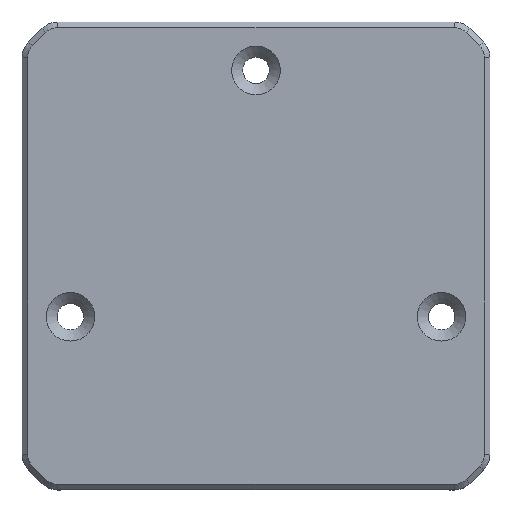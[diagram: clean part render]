
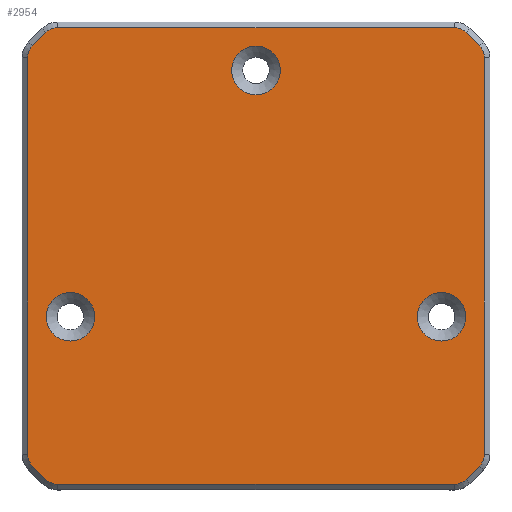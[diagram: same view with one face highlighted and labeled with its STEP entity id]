
A CAD part, top view. The second image highlights one B-rep face of the part: STEP entity #2954.
In plain terms, the highlighted planar face has unit normal (0, 0, 1).
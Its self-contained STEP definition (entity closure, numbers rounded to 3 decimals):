
#23=FACE_BOUND('',#357,.T.);
#24=FACE_BOUND('',#358,.T.);
#25=FACE_BOUND('',#359,.T.);
#81=PLANE('',#3249);
#193=FACE_OUTER_BOUND('',#356,.T.);
#356=EDGE_LOOP('',(#2354,#2355,#2356,#2357,#2358,#2359,#2360,#2361,#2362,
#2363,#2364,#2365,#2366,#2367,#2368,#2369));
#357=EDGE_LOOP('',(#2370));
#358=EDGE_LOOP('',(#2371));
#359=EDGE_LOOP('',(#2372));
#625=LINE('',#4902,#920);
#626=LINE('',#4906,#921);
#627=LINE('',#4910,#922);
#628=LINE('',#4914,#923);
#629=LINE('',#4918,#924);
#630=LINE('',#4922,#925);
#631=LINE('',#4926,#926);
#632=LINE('',#4930,#927);
#920=VECTOR('',#3923,10.);
#921=VECTOR('',#3926,10.);
#922=VECTOR('',#3929,10.);
#923=VECTOR('',#3932,10.);
#924=VECTOR('',#3935,10.);
#925=VECTOR('',#3938,10.);
#926=VECTOR('',#3941,10.);
#927=VECTOR('',#3944,10.);
#1135=CIRCLE('',#3211,2.2);
#1137=CIRCLE('',#3214,2.2);
#1139=CIRCLE('',#3217,2.2);
#1163=CIRCLE('',#3250,1.5);
#1164=CIRCLE('',#3251,1.5);
#1165=CIRCLE('',#3252,1.5);
#1166=CIRCLE('',#3253,1.5);
#1167=CIRCLE('',#3254,1.5);
#1168=CIRCLE('',#3255,1.5);
#1169=CIRCLE('',#3256,1.5);
#1170=CIRCLE('',#3257,1.5);
#1376=VERTEX_POINT('',#4791);
#1378=VERTEX_POINT('',#4797);
#1380=VERTEX_POINT('',#4803);
#1418=VERTEX_POINT('',#4900);
#1419=VERTEX_POINT('',#4901);
#1420=VERTEX_POINT('',#4903);
#1421=VERTEX_POINT('',#4905);
#1422=VERTEX_POINT('',#4907);
#1423=VERTEX_POINT('',#4909);
#1424=VERTEX_POINT('',#4911);
#1425=VERTEX_POINT('',#4913);
#1426=VERTEX_POINT('',#4915);
#1427=VERTEX_POINT('',#4917);
#1428=VERTEX_POINT('',#4919);
#1429=VERTEX_POINT('',#4921);
#1430=VERTEX_POINT('',#4923);
#1431=VERTEX_POINT('',#4925);
#1432=VERTEX_POINT('',#4927);
#1433=VERTEX_POINT('',#4929);
#1712=EDGE_CURVE('',#1376,#1376,#1135,.T.);
#1715=EDGE_CURVE('',#1378,#1378,#1137,.T.);
#1718=EDGE_CURVE('',#1380,#1380,#1139,.T.);
#1768=EDGE_CURVE('',#1418,#1419,#625,.T.);
#1769=EDGE_CURVE('',#1420,#1418,#1163,.T.);
#1770=EDGE_CURVE('',#1421,#1420,#626,.T.);
#1771=EDGE_CURVE('',#1422,#1421,#1164,.T.);
#1772=EDGE_CURVE('',#1423,#1422,#627,.T.);
#1773=EDGE_CURVE('',#1424,#1423,#1165,.T.);
#1774=EDGE_CURVE('',#1425,#1424,#628,.T.);
#1775=EDGE_CURVE('',#1426,#1425,#1166,.T.);
#1776=EDGE_CURVE('',#1427,#1426,#629,.T.);
#1777=EDGE_CURVE('',#1428,#1427,#1167,.T.);
#1778=EDGE_CURVE('',#1429,#1428,#630,.T.);
#1779=EDGE_CURVE('',#1430,#1429,#1168,.T.);
#1780=EDGE_CURVE('',#1431,#1430,#631,.T.);
#1781=EDGE_CURVE('',#1432,#1431,#1169,.T.);
#1782=EDGE_CURVE('',#1433,#1432,#632,.T.);
#1783=EDGE_CURVE('',#1419,#1433,#1170,.T.);
#2354=ORIENTED_EDGE('',*,*,#1768,.F.);
#2355=ORIENTED_EDGE('',*,*,#1769,.F.);
#2356=ORIENTED_EDGE('',*,*,#1770,.F.);
#2357=ORIENTED_EDGE('',*,*,#1771,.F.);
#2358=ORIENTED_EDGE('',*,*,#1772,.F.);
#2359=ORIENTED_EDGE('',*,*,#1773,.F.);
#2360=ORIENTED_EDGE('',*,*,#1774,.F.);
#2361=ORIENTED_EDGE('',*,*,#1775,.F.);
#2362=ORIENTED_EDGE('',*,*,#1776,.F.);
#2363=ORIENTED_EDGE('',*,*,#1777,.F.);
#2364=ORIENTED_EDGE('',*,*,#1778,.F.);
#2365=ORIENTED_EDGE('',*,*,#1779,.F.);
#2366=ORIENTED_EDGE('',*,*,#1780,.F.);
#2367=ORIENTED_EDGE('',*,*,#1781,.F.);
#2368=ORIENTED_EDGE('',*,*,#1782,.F.);
#2369=ORIENTED_EDGE('',*,*,#1783,.F.);
#2370=ORIENTED_EDGE('',*,*,#1718,.T.);
#2371=ORIENTED_EDGE('',*,*,#1715,.T.);
#2372=ORIENTED_EDGE('',*,*,#1712,.T.);
#2954=ADVANCED_FACE('',(#193,#23,#24,#25),#81,.T.);
#3211=AXIS2_PLACEMENT_3D('',#4792,#3817,#3818);
#3214=AXIS2_PLACEMENT_3D('',#4798,#3824,#3825);
#3217=AXIS2_PLACEMENT_3D('',#4804,#3831,#3832);
#3249=AXIS2_PLACEMENT_3D('',#4899,#3921,#3922);
#3250=AXIS2_PLACEMENT_3D('',#4904,#3924,#3925);
#3251=AXIS2_PLACEMENT_3D('',#4908,#3927,#3928);
#3252=AXIS2_PLACEMENT_3D('',#4912,#3930,#3931);
#3253=AXIS2_PLACEMENT_3D('',#4916,#3933,#3934);
#3254=AXIS2_PLACEMENT_3D('',#4920,#3936,#3937);
#3255=AXIS2_PLACEMENT_3D('',#4924,#3939,#3940);
#3256=AXIS2_PLACEMENT_3D('',#4928,#3942,#3943);
#3257=AXIS2_PLACEMENT_3D('',#4931,#3945,#3946);
#3817=DIRECTION('center_axis',(0.,0.,-1.));
#3818=DIRECTION('ref_axis',(1.,0.,0.));
#3824=DIRECTION('center_axis',(0.,0.,-1.));
#3825=DIRECTION('ref_axis',(1.,0.,0.));
#3831=DIRECTION('center_axis',(0.,0.,-1.));
#3832=DIRECTION('ref_axis',(1.,0.,0.));
#3921=DIRECTION('center_axis',(0.,0.,1.));
#3922=DIRECTION('ref_axis',(1.,0.,0.));
#3923=DIRECTION('',(-1.,0.,0.));
#3924=DIRECTION('center_axis',(0.,0.,-1.));
#3925=DIRECTION('ref_axis',(0.383,-0.924,0.));
#3926=DIRECTION('',(-0.707,-0.707,0.));
#3927=DIRECTION('center_axis',(0.,0.,-1.));
#3928=DIRECTION('ref_axis',(0.924,-0.383,0.));
#3929=DIRECTION('',(0.,-1.,0.));
#3930=DIRECTION('center_axis',(0.,0.,-1.));
#3931=DIRECTION('ref_axis',(0.924,0.383,0.));
#3932=DIRECTION('',(0.707,-0.707,0.));
#3933=DIRECTION('center_axis',(0.,0.,-1.));
#3934=DIRECTION('ref_axis',(0.383,0.924,0.));
#3935=DIRECTION('',(1.,0.,0.));
#3936=DIRECTION('center_axis',(0.,0.,-1.));
#3937=DIRECTION('ref_axis',(-0.383,0.924,0.));
#3938=DIRECTION('',(0.707,0.707,0.));
#3939=DIRECTION('center_axis',(0.,0.,-1.));
#3940=DIRECTION('ref_axis',(-0.924,0.383,0.));
#3941=DIRECTION('',(0.,1.,0.));
#3942=DIRECTION('center_axis',(0.,0.,-1.));
#3943=DIRECTION('ref_axis',(-0.924,-0.383,0.));
#3944=DIRECTION('',(-0.707,0.707,0.));
#3945=DIRECTION('center_axis',(0.,0.,-1.));
#3946=DIRECTION('ref_axis',(-0.383,-0.924,0.));
#4791=CARTESIAN_POINT('',(-23.675,-20.5,1107.65));
#4792=CARTESIAN_POINT('Origin',(-21.475,-20.5,1107.65));
#4797=CARTESIAN_POINT('',(9.875,-20.5,1107.65));
#4798=CARTESIAN_POINT('Origin',(12.075,-20.5,1107.65));
#4803=CARTESIAN_POINT('',(-6.9,1.775,1107.65));
#4804=CARTESIAN_POINT('Origin',(-4.7,1.775,1107.65));
#4899=CARTESIAN_POINT('Origin',(-4.7,-15.,1107.65));
#4900=CARTESIAN_POINT('',(13.236,-35.65,1107.65));
#4901=CARTESIAN_POINT('',(-22.636,-35.65,1107.65));
#4902=CARTESIAN_POINT('',(-12.754,-35.65,1107.65));
#4903=CARTESIAN_POINT('',(14.296,-35.211,1107.65));
#4904=CARTESIAN_POINT('Origin',(13.236,-34.15,1107.65));
#4905=CARTESIAN_POINT('',(15.511,-33.996,1107.65));
#4906=CARTESIAN_POINT('',(14.393,-35.114,1107.65));
#4907=CARTESIAN_POINT('',(15.95,-32.936,1107.65));
#4908=CARTESIAN_POINT('Origin',(14.45,-32.936,1107.65));
#4909=CARTESIAN_POINT('',(15.95,2.936,1107.65));
#4910=CARTESIAN_POINT('',(15.95,-23.054,1107.65));
#4911=CARTESIAN_POINT('',(15.511,3.996,1107.65));
#4912=CARTESIAN_POINT('Origin',(14.45,2.936,1107.65));
#4913=CARTESIAN_POINT('',(14.296,5.211,1107.65));
#4914=CARTESIAN_POINT('',(15.414,4.093,1107.65));
#4915=CARTESIAN_POINT('',(13.236,5.65,1107.65));
#4916=CARTESIAN_POINT('Origin',(13.236,4.15,1107.65));
#4917=CARTESIAN_POINT('',(-22.636,5.65,1107.65));
#4918=CARTESIAN_POINT('',(3.354,5.65,1107.65));
#4919=CARTESIAN_POINT('',(-23.696,5.211,1107.65));
#4920=CARTESIAN_POINT('Origin',(-22.636,4.15,1107.65));
#4921=CARTESIAN_POINT('',(-24.911,3.996,1107.65));
#4922=CARTESIAN_POINT('',(-23.793,5.114,1107.65));
#4923=CARTESIAN_POINT('',(-25.35,2.936,1107.65));
#4924=CARTESIAN_POINT('Origin',(-23.85,2.936,1107.65));
#4925=CARTESIAN_POINT('',(-25.35,-32.936,1107.65));
#4926=CARTESIAN_POINT('',(-25.35,-6.946,1107.65));
#4927=CARTESIAN_POINT('',(-24.911,-33.996,1107.65));
#4928=CARTESIAN_POINT('Origin',(-23.85,-32.936,1107.65));
#4929=CARTESIAN_POINT('',(-23.696,-35.211,1107.65));
#4930=CARTESIAN_POINT('',(-24.814,-34.093,1107.65));
#4931=CARTESIAN_POINT('Origin',(-22.636,-34.15,1107.65));
